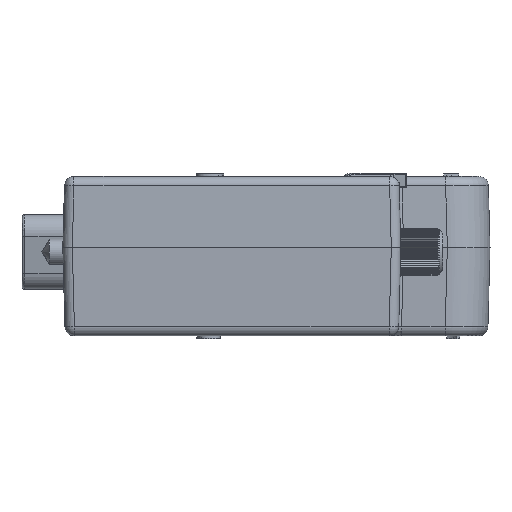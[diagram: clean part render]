
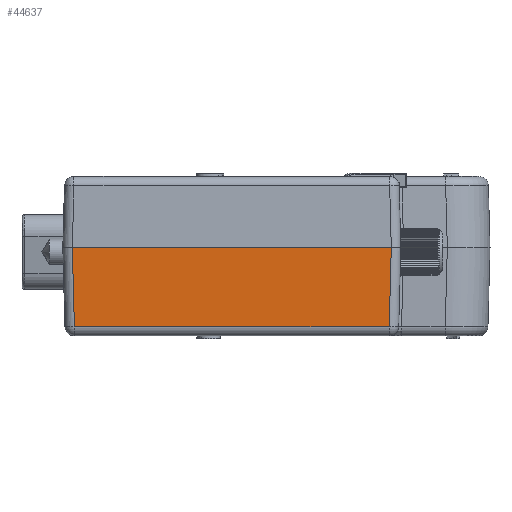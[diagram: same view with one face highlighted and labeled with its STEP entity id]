
A CAD part, left-side view. The second image highlights one B-rep face of the part: STEP entity #44637.
In plain terms, the highlighted planar face has unit normal (-1, 0, -0.026).
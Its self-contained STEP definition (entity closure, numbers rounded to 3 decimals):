
#8044=DIRECTION('',(0.,1.,0.));
#8045=VECTOR('',#8044,33.601);
#8046=CARTESIAN_POINT('',(-17.487,-34.603,
0.593));
#8047=LINE('',#8046,#8045);
#8084=DIRECTION('',(-0.026,-0.026,0.999));
#8085=VECTOR('',#8084,8.332);
#8086=CARTESIAN_POINT('',(-17.269,-34.385,
-7.733));
#8087=LINE('',#8086,#8085);
#8088=DIRECTION('',(0.026,-0.026,-0.999));
#8089=VECTOR('',#8088,8.332);
#8090=CARTESIAN_POINT('',(-17.487,-1.002,
0.593));
#8091=LINE('',#8090,#8089);
#8107=DIRECTION('',(0.,1.,0.));
#8108=VECTOR('',#8107,33.165);
#8109=CARTESIAN_POINT('',(-17.269,-34.385,
-7.733));
#8110=LINE('',#8109,#8108);
#32514=CARTESIAN_POINT('',(-17.269,-34.385,
-7.733));
#32515=CARTESIAN_POINT('',(-17.269,-1.22,
-7.733));
#32516=VERTEX_POINT('',#32514);
#32517=VERTEX_POINT('',#32515);
#32962=CARTESIAN_POINT('',(-17.487,-34.603,
0.593));
#32963=CARTESIAN_POINT('',(-17.487,-1.002,
0.593));
#32964=VERTEX_POINT('',#32962);
#32965=VERTEX_POINT('',#32963);
#44624=CARTESIAN_POINT('',(-17.244,-22.503,
-8.693));
#44625=DIRECTION('',(-1.,0.,-0.026));
#44626=DIRECTION('',(-0.026,0.,1.));
#44627=AXIS2_PLACEMENT_3D('',#44624,#44625,#44626);
#44628=PLANE('',#44627);
#44629=ORIENTED_EDGE('',*,*,#44603,.F.);
#44631=ORIENTED_EDGE('',*,*,#44630,.F.);
#44633=ORIENTED_EDGE('',*,*,#44632,.T.);
#44634=ORIENTED_EDGE('',*,*,#44582,.F.);
#44635=EDGE_LOOP('',(#44629,#44631,#44633,#44634));
#44636=FACE_OUTER_BOUND('',#44635,.F.);
#44637=ADVANCED_FACE('',(#44636),#44628,.T.);
#44582=EDGE_CURVE('',#32965,#32517,#8091,.T.);
#44603=EDGE_CURVE('',#32964,#32965,#8047,.T.);
#44630=EDGE_CURVE('',#32516,#32964,#8087,.T.);
#44632=EDGE_CURVE('',#32516,#32517,#8110,.T.);
